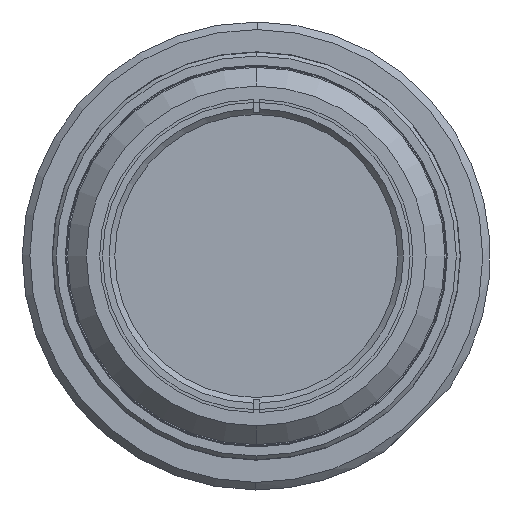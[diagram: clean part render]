
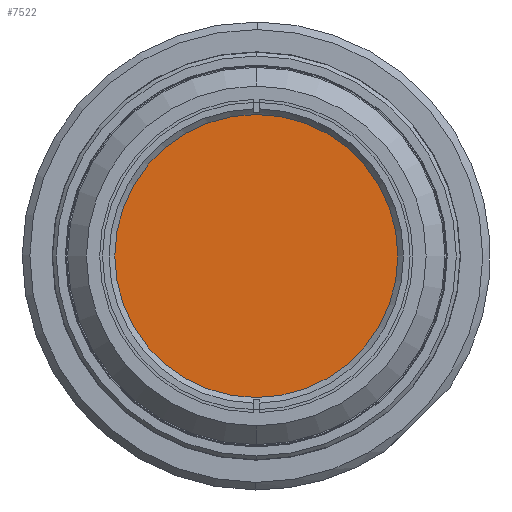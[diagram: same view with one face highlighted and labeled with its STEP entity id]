
A CAD part, left-side view. The second image highlights one B-rep face of the part: STEP entity #7522.
In plain terms, the highlighted planar face has unit normal (-1, 0, 0).
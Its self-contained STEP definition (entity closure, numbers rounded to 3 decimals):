
#644 = EDGE_LOOP ( 'NONE', ( #4505, #11120 ) ) ;
#3369 = VERTEX_POINT ( 'NONE', #17539 ) ;
#4505 = ORIENTED_EDGE ( 'NONE', *, *, #7877, .T. ) ;
#5318 = CARTESIAN_POINT ( 'NONE',  ( -134.989, 0., 0. ) ) ;
#5676 = VERTEX_POINT ( 'NONE', #19770 ) ;
#6630 = CIRCLE ( 'NONE', #8024, 39.3 ) ;
#6896 = CARTESIAN_POINT ( 'NONE',  ( -134.989, 39.5, 0. ) ) ;
#6933 = DIRECTION ( 'NONE',  ( 0., 0., 1. ) ) ;
#7411 = AXIS2_PLACEMENT_3D ( 'NONE', #6896, #18033, #8505 ) ;
#7522 = ADVANCED_FACE ( 'NONE', ( #14516 ), #10037, .T. ) ;
#7876 = DIRECTION ( 'NONE',  ( -1., 0., 0. ) ) ;
#7877 = EDGE_CURVE ( 'NONE', #5676, #3369, #16977, .T. ) ;
#8024 = AXIS2_PLACEMENT_3D ( 'NONE', #5318, #16451, #6933 ) ;
#8505 = DIRECTION ( 'NONE',  ( 0., 0., 1. ) ) ;
#9785 = AXIS2_PLACEMENT_3D ( 'NONE', #17372, #7876, #18975 ) ;
#10037 = PLANE ( 'NONE',  #7411 ) ;
#11120 = ORIENTED_EDGE ( 'NONE', *, *, #19594, .T. ) ;
#14516 = FACE_OUTER_BOUND ( 'NONE', #644, .T. ) ;
#16451 = DIRECTION ( 'NONE',  ( -1., 0., 0. ) ) ;
#16977 = CIRCLE ( 'NONE', #9785, 39.3 ) ;
#17372 = CARTESIAN_POINT ( 'NONE',  ( -134.989, 0., 0. ) ) ;
#17539 = CARTESIAN_POINT ( 'NONE',  ( -134.989, 0., -39.3 ) ) ;
#18033 = DIRECTION ( 'NONE',  ( -1., 0., 0. ) ) ;
#18975 = DIRECTION ( 'NONE',  ( 0., 0., 1. ) ) ;
#19594 = EDGE_CURVE ( 'NONE', #3369, #5676, #6630, .T. ) ;
#19770 = CARTESIAN_POINT ( 'NONE',  ( -134.989, 0., 39.3 ) ) ;
